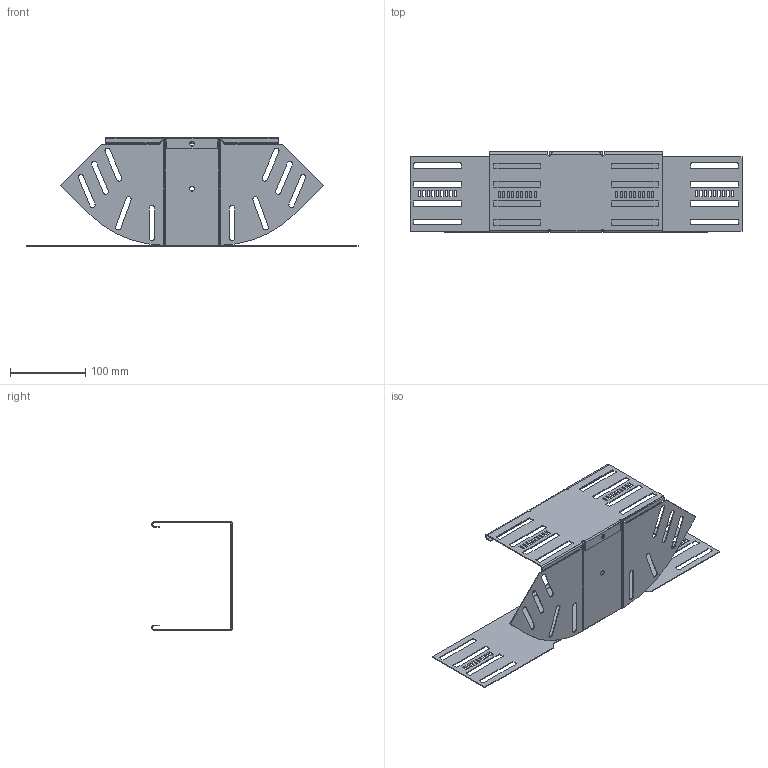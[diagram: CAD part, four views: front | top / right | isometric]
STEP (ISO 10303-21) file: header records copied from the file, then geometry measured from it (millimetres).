
FILE_DESCRIPTION (( 'STEP AP214' ), '1' );
FILE_NAME ('6037302.STEP', '2024-10-25T07:02:55', ( '' ), ( '' ), 'SwSTEP 2.0', 'SolidWorks 2024', '' );
FILE_SCHEMA (( 'AUTOMOTIVE_DESIGN' ));
Length unit declared in the file: millimetre
Products named in the file (3): 181531_150; 6037302; 167655_110x0°
Assembly tree (2 placements, depth 2):
  6037302
    181531_150
    167655_110x0°
Bounding box: 442 x 107 x 145 mm (x, y, z)
Volume: 104961.7 mm3; surface area: 205031.9 mm2
Topology: 2 solids, 2 shells, 470 faces, 1302 edges, 836 vertices
Faces by surface type: plane 322, cylinder 138, bspline 10
Entity records: 15420 total; most frequent: CARTESIAN_POINT 2981, ORIENTED_EDGE 2604, DIRECTION 2448, EDGE_CURVE 1302, VECTOR 1006, LINE 1006, VERTEX_POINT 836, AXIS2_PLACEMENT_3D 721
